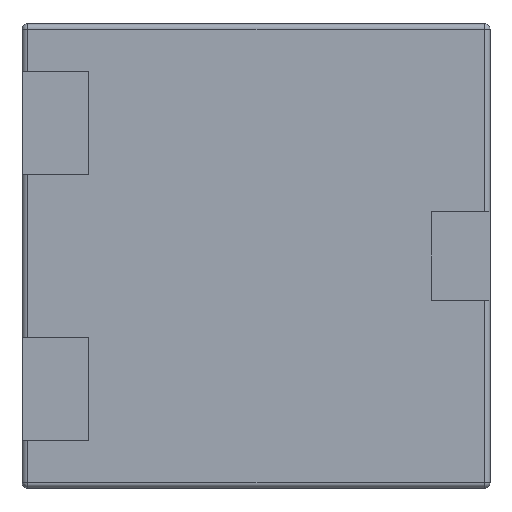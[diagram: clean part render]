
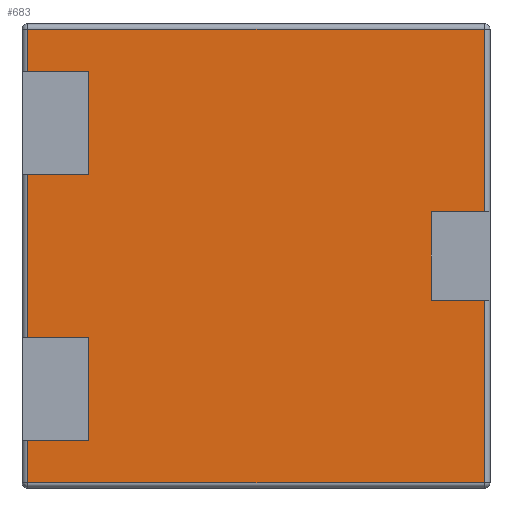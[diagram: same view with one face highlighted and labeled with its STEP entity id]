
A CAD part, front view. The second image highlights one B-rep face of the part: STEP entity #683.
In plain terms, the highlighted planar face has unit normal (0, -1, 0).
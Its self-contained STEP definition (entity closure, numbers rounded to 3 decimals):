
#15 = VECTOR ( 'NONE', #599, 1000. ) ;
#44 = CARTESIAN_POINT ( 'NONE',  ( -6.35, 0., 6.15 ) ) ;
#181 = DIRECTION ( 'NONE',  ( 0., 1., 0. ) ) ;
#186 = EDGE_CURVE ( 'NONE', #1170, #2252, #2465, .T. ) ;
#375 = PLANE ( 'NONE',  #1973 ) ;
#532 = LINE ( 'NONE', #2032, #734 ) ;
#576 = CARTESIAN_POINT ( 'NONE',  ( 6.2, 0., 0. ) ) ;
#599 = DIRECTION ( 'NONE',  ( 0., 0., 1. ) ) ;
#607 = CARTESIAN_POINT ( 'NONE',  ( -6.2, 0., -6.15 ) ) ;
#675 = LINE ( 'NONE', #2170, #1374 ) ;
#683 = ADVANCED_FACE ( 'NONE', ( #916 ), #375, .F. ) ;
#734 = VECTOR ( 'NONE', #899, 1000. ) ;
#899 = DIRECTION ( 'NONE',  ( 1., 0., 0. ) ) ;
#916 = FACE_OUTER_BOUND ( 'NONE', #1580, .T. ) ;
#939 = DIRECTION ( 'NONE',  ( 0., 0., 1. ) ) ;
#961 = LINE ( 'NONE', #44, #2443 ) ;
#1066 = VERTEX_POINT ( 'NONE', #607 ) ;
#1170 = VERTEX_POINT ( 'NONE', #1463 ) ;
#1264 = ORIENTED_EDGE ( 'NONE', *, *, #1524, .T. ) ;
#1359 = ORIENTED_EDGE ( 'NONE', *, *, #1738, .T. ) ;
#1367 = DIRECTION ( 'NONE',  ( -1., 0., 0. ) ) ;
#1374 = VECTOR ( 'NONE', #2380, 1000. ) ;
#1463 = CARTESIAN_POINT ( 'NONE',  ( 6.2, 0., -6.15 ) ) ;
#1524 = EDGE_CURVE ( 'NONE', #2252, #2182, #961, .T. ) ;
#1580 = EDGE_LOOP ( 'NONE', ( #2018, #1264, #2013, #1359 ) ) ;
#1626 = CARTESIAN_POINT ( 'NONE',  ( 6.2, 0., 6.15 ) ) ;
#1676 = CARTESIAN_POINT ( 'NONE',  ( -6.2, 0., 6.15 ) ) ;
#1738 = EDGE_CURVE ( 'NONE', #1066, #1170, #532, .T. ) ;
#1885 = CARTESIAN_POINT ( 'NONE',  ( 0., 0., 0. ) ) ;
#1973 = AXIS2_PLACEMENT_3D ( 'NONE', #1885, #181, #939 ) ;
#2012 = EDGE_CURVE ( 'NONE', #2182, #1066, #675, .T. ) ;
#2013 = ORIENTED_EDGE ( 'NONE', *, *, #2012, .T. ) ;
#2018 = ORIENTED_EDGE ( 'NONE', *, *, #186, .T. ) ;
#2032 = CARTESIAN_POINT ( 'NONE',  ( 6.35, 0., -6.15 ) ) ;
#2170 = CARTESIAN_POINT ( 'NONE',  ( -6.2, 0., 0. ) ) ;
#2182 = VERTEX_POINT ( 'NONE', #1676 ) ;
#2252 = VERTEX_POINT ( 'NONE', #1626 ) ;
#2380 = DIRECTION ( 'NONE',  ( 0., 0., -1. ) ) ;
#2443 = VECTOR ( 'NONE', #1367, 1000. ) ;
#2465 = LINE ( 'NONE', #576, #15 ) ;
